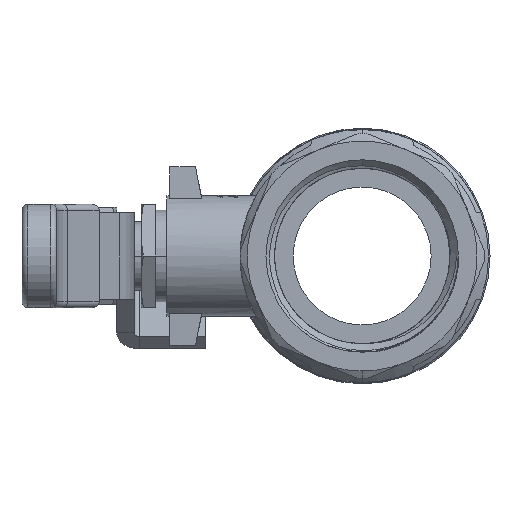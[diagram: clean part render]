
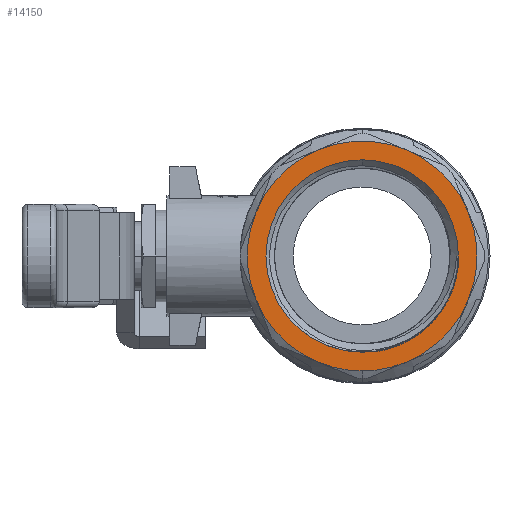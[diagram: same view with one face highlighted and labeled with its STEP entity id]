
A CAD part, left-side view. The second image highlights one B-rep face of the part: STEP entity #14150.
In plain terms, the highlighted planar face has unit normal (-1, 0, 0).
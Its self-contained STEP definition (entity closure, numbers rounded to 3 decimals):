
#723=CIRCLE('',#15214,20.);
#724=CIRCLE('',#15215,20.);
#725=CIRCLE('',#15216,20.);
#726=CIRCLE('',#15217,20.);
#727=CIRCLE('',#15218,20.);
#728=CIRCLE('',#15219,20.);
#729=CIRCLE('',#15220,20.);
#730=CIRCLE('',#15221,20.);
#731=CIRCLE('',#15222,20.);
#732=CIRCLE('',#15223,16.75);
#733=CIRCLE('',#15224,16.75);
#734=CIRCLE('',#15225,16.75);
#1019=LINE('',#20243,#1760);
#1760=VECTOR('',#15932,1000.);
#2768=PLANE('',#15213);
#4964=ORIENTED_EDGE('',*,*,#8712,.T.);
#4965=ORIENTED_EDGE('',*,*,#8713,.T.);
#4966=ORIENTED_EDGE('',*,*,#8714,.T.);
#4967=ORIENTED_EDGE('',*,*,#8715,.T.);
#4968=ORIENTED_EDGE('',*,*,#8716,.T.);
#4969=ORIENTED_EDGE('',*,*,#8717,.T.);
#4970=ORIENTED_EDGE('',*,*,#8718,.T.);
#4971=ORIENTED_EDGE('',*,*,#8719,.T.);
#4972=ORIENTED_EDGE('',*,*,#8720,.T.);
#4973=ORIENTED_EDGE('',*,*,#7518,.F.);
#4974=ORIENTED_EDGE('',*,*,#7540,.T.);
#4975=ORIENTED_EDGE('',*,*,#8721,.T.);
#4976=ORIENTED_EDGE('',*,*,#8722,.T.);
#4977=ORIENTED_EDGE('',*,*,#8723,.T.);
#7518=EDGE_CURVE('',#9727,#9728,#1019,.T.);
#7540=EDGE_CURVE('',#9727,#9747,#11165,.T.);
#8712=EDGE_CURVE('',#10543,#10547,#723,.T.);
#8713=EDGE_CURVE('',#10547,#10513,#724,.T.);
#8714=EDGE_CURVE('',#10513,#10517,#725,.T.);
#8715=EDGE_CURVE('',#10517,#10559,#726,.T.);
#8716=EDGE_CURVE('',#10559,#10523,#727,.T.);
#8717=EDGE_CURVE('',#10523,#10527,#728,.T.);
#8718=EDGE_CURVE('',#10527,#10533,#729,.T.);
#8719=EDGE_CURVE('',#10533,#10537,#730,.T.);
#8720=EDGE_CURVE('',#10537,#10543,#731,.T.);
#8721=EDGE_CURVE('',#9747,#10560,#732,.T.);
#8722=EDGE_CURVE('',#10560,#10561,#733,.T.);
#8723=EDGE_CURVE('',#10561,#9728,#734,.T.);
#9727=VERTEX_POINT('',#20244);
#9728=VERTEX_POINT('',#20245);
#9747=VERTEX_POINT('',#21744);
#10513=VERTEX_POINT('',#43245);
#10517=VERTEX_POINT('',#43278);
#10523=VERTEX_POINT('',#43313);
#10527=VERTEX_POINT('',#43346);
#10533=VERTEX_POINT('',#43381);
#10537=VERTEX_POINT('',#43414);
#10543=VERTEX_POINT('',#43449);
#10547=VERTEX_POINT('',#43482);
#10559=VERTEX_POINT('',#43548);
#10560=VERTEX_POINT('',#43555);
#10561=VERTEX_POINT('',#43557);
#11165=B_SPLINE_CURVE_WITH_KNOTS('',3,(#21745,#21746,#21747,#21748),
 .UNSPECIFIED.,.F.,.F.,(4,4),(0.,1.),.UNSPECIFIED.);
#12331=EDGE_LOOP('',(#4964,#4965,#4966,#4967,#4968,#4969,#4970,#4971,#4972));
#12332=EDGE_LOOP('',(#4973,#4974,#4975,#4976,#4977));
#13234=FACE_BOUND('',#12331,.T.);
#13235=FACE_BOUND('',#12332,.T.);
#14150=ADVANCED_FACE('',(#13234,#13235),#2768,.T.);
#15213=AXIS2_PLACEMENT_3D('',#43543,#17472,#17473);
#15214=AXIS2_PLACEMENT_3D('',#43544,#17474,#17475);
#15215=AXIS2_PLACEMENT_3D('',#43545,#17476,#17477);
#15216=AXIS2_PLACEMENT_3D('',#43546,#17478,#17479);
#15217=AXIS2_PLACEMENT_3D('',#43547,#17480,#17481);
#15218=AXIS2_PLACEMENT_3D('',#43549,#17482,#17483);
#15219=AXIS2_PLACEMENT_3D('',#43550,#17484,#17485);
#15220=AXIS2_PLACEMENT_3D('',#43551,#17486,#17487);
#15221=AXIS2_PLACEMENT_3D('',#43552,#17488,#17489);
#15222=AXIS2_PLACEMENT_3D('',#43553,#17490,#17491);
#15223=AXIS2_PLACEMENT_3D('',#43554,#17492,#17493);
#15224=AXIS2_PLACEMENT_3D('',#43556,#17494,#17495);
#15225=AXIS2_PLACEMENT_3D('',#43558,#17496,#17497);
#15932=DIRECTION('',(0.,1.,0.));
#17472=DIRECTION('',(-1.,0.,0.));
#17473=DIRECTION('',(0.,0.,1.));
#17474=DIRECTION('',(-1.,0.,0.));
#17475=DIRECTION('',(0.,0.,1.));
#17476=DIRECTION('',(-1.,0.,0.));
#17477=DIRECTION('',(0.,0.,1.));
#17478=DIRECTION('',(-1.,0.,0.));
#17479=DIRECTION('',(0.,0.,1.));
#17480=DIRECTION('',(-1.,0.,0.));
#17481=DIRECTION('',(0.,0.,1.));
#17482=DIRECTION('',(-1.,0.,0.));
#17483=DIRECTION('',(0.,0.,1.));
#17484=DIRECTION('',(-1.,0.,0.));
#17485=DIRECTION('',(0.,0.,1.));
#17486=DIRECTION('',(-1.,0.,0.));
#17487=DIRECTION('',(0.,0.,1.));
#17488=DIRECTION('',(-1.,0.,0.));
#17489=DIRECTION('',(0.,0.,1.));
#17490=DIRECTION('',(-1.,0.,0.));
#17491=DIRECTION('',(0.,0.,1.));
#17492=DIRECTION('',(1.,0.,0.));
#17493=DIRECTION('',(0.,0.,1.));
#17494=DIRECTION('',(1.,0.,0.));
#17495=DIRECTION('',(0.,0.,1.));
#17496=DIRECTION('',(1.,0.,0.));
#17497=DIRECTION('',(0.,0.,1.));
#20243=CARTESIAN_POINT('',(-34.,0.,0.));
#20244=CARTESIAN_POINT('',(-34.,-16.808,0.));
#20245=CARTESIAN_POINT('',(-34.,-16.75,0.));
#21744=CARTESIAN_POINT('',(-34.,-15.548,-6.232));
#21745=CARTESIAN_POINT('',(-34.,-16.808,0.));
#21746=CARTESIAN_POINT('',(-34.,-16.808,-2.145));
#21747=CARTESIAN_POINT('',(-34.,-16.38,-4.28));
#21748=CARTESIAN_POINT('',(-34.,-15.548,-6.232));
#43245=CARTESIAN_POINT('',(-34.,18.478,-7.654));
#43278=CARTESIAN_POINT('',(-34.,7.654,-18.478));
#43313=CARTESIAN_POINT('',(-34.,-7.654,-18.478));
#43346=CARTESIAN_POINT('',(-34.,-18.478,-7.654));
#43381=CARTESIAN_POINT('',(-34.,-18.478,7.654));
#43414=CARTESIAN_POINT('',(-34.,-7.654,18.478));
#43449=CARTESIAN_POINT('',(-34.,7.654,18.478));
#43482=CARTESIAN_POINT('',(-34.,18.478,7.654));
#43543=CARTESIAN_POINT('',(-34.,0.,0.));
#43544=CARTESIAN_POINT('',(-34.,0.,0.));
#43545=CARTESIAN_POINT('',(-34.,0.,0.));
#43546=CARTESIAN_POINT('',(-34.,0.,0.));
#43547=CARTESIAN_POINT('',(-34.,0.,0.));
#43548=CARTESIAN_POINT('',(-34.,0.,-20.));
#43549=CARTESIAN_POINT('',(-34.,0.,0.));
#43550=CARTESIAN_POINT('',(-34.,0.,0.));
#43551=CARTESIAN_POINT('',(-34.,0.,0.));
#43552=CARTESIAN_POINT('',(-34.,0.,0.));
#43553=CARTESIAN_POINT('',(-34.,0.,0.));
#43554=CARTESIAN_POINT('',(-34.,0.,0.));
#43555=CARTESIAN_POINT('',(-34.,0.,-16.75));
#43556=CARTESIAN_POINT('',(-34.,0.,0.));
#43557=CARTESIAN_POINT('',(-34.,0.,16.75));
#43558=CARTESIAN_POINT('',(-34.,0.,0.));
